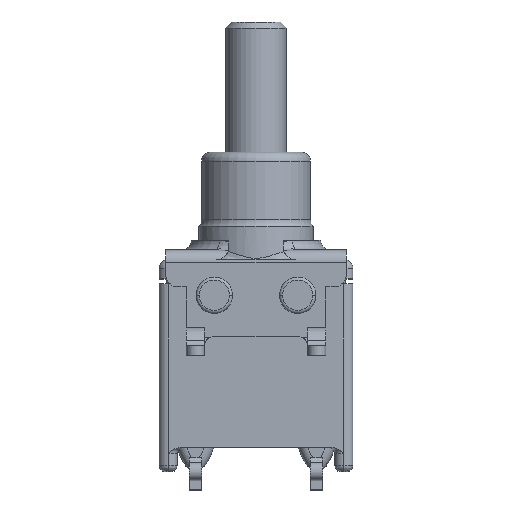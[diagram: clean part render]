
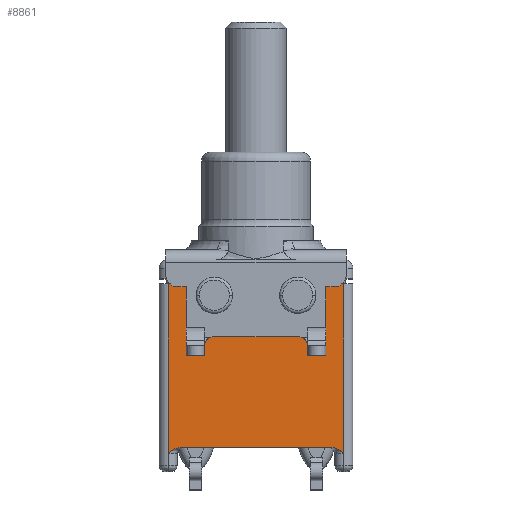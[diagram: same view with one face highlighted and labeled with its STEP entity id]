
A CAD part, top view. The second image highlights one B-rep face of the part: STEP entity #8861.
In plain terms, the highlighted planar face has unit normal (0, 0, 1).
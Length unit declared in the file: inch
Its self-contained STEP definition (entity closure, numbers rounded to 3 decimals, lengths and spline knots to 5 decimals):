
#2371=DIRECTION('',(1.,0.,0.));
#2372=VECTOR('',#2371,0.25);
#2373=CARTESIAN_POINT('',(-0.125,-0.27,0.1));
#2374=LINE('',#2373,#2372);
#2375=DIRECTION('',(0.,1.,0.));
#2376=VECTOR('',#2375,0.28);
#2377=CARTESIAN_POINT('',(-0.145,-0.28,0.1));
#2378=LINE('',#2377,#2376);
#2379=DIRECTION('',(-1.,0.,0.));
#2380=VECTOR('',#2379,0.29);
#2381=CARTESIAN_POINT('',(0.145,0.,0.1));
#2382=LINE('',#2381,#2380);
#2383=DIRECTION('',(0.,-1.,0.));
#2384=VECTOR('',#2383,0.28);
#2385=CARTESIAN_POINT('',(0.145,0.,0.1));
#2386=LINE('',#2385,#2384);
#2387=CARTESIAN_POINT('',(-0.125,-0.27,0.1));
#2388=CARTESIAN_POINT('',(-0.12588,-0.27,0.1));
#2389=CARTESIAN_POINT('',(-0.12773,-0.27015,0.1));
#2390=CARTESIAN_POINT('',(-0.1308,-0.2709,0.1));
#2391=CARTESIAN_POINT('',(-0.13409,-0.27227,0.1));
#2392=CARTESIAN_POINT('',(-0.13756,-0.27427,0.1));
#2393=CARTESIAN_POINT('',(-0.14118,-0.27688,0.1));
#2394=CARTESIAN_POINT('',(-0.14369,-0.27893,0.1));
#2395=CARTESIAN_POINT('',(-0.145,-0.28,0.1));
#2460=CARTESIAN_POINT('',(0.145,-0.28,0.1));
#2461=CARTESIAN_POINT('',(0.14369,-0.27893,0.1));
#2462=CARTESIAN_POINT('',(0.14118,-0.27689,0.1));
#2463=CARTESIAN_POINT('',(0.13756,-0.27427,0.1));
#2464=CARTESIAN_POINT('',(0.13409,-0.27227,0.1));
#2465=CARTESIAN_POINT('',(0.1308,-0.2709,0.1));
#2466=CARTESIAN_POINT('',(0.12773,-0.27015,0.1));
#2467=CARTESIAN_POINT('',(0.12588,-0.27,0.1));
#2468=CARTESIAN_POINT('',(0.125,-0.27,0.1));
#4798=CARTESIAN_POINT('',(0.145,0.,0.1));
#4800=VERTEX_POINT('',#4798);
#4803=CARTESIAN_POINT('',(-0.145,0.,0.1));
#4805=VERTEX_POINT('',#4803);
#4890=VERTEX_POINT('',#2460);
#4891=VERTEX_POINT('',#2468);
#4898=VERTEX_POINT('',#2387);
#4899=VERTEX_POINT('',#2395);
#8845=CARTESIAN_POINT('',(0.,-0.202,0.1));
#8846=DIRECTION('',(0.,0.,1.));
#8847=DIRECTION('',(1.,0.,0.));
#8848=AXIS2_PLACEMENT_3D('',#8845,#8846,#8847);
#8849=PLANE('',#8848);
#8850=ORIENTED_EDGE('',*,*,#8554,.F.);
#8852=ORIENTED_EDGE('',*,*,#8851,.T.);
#8854=ORIENTED_EDGE('',*,*,#8853,.T.);
#8855=ORIENTED_EDGE('',*,*,#8792,.F.);
#8856=ORIENTED_EDGE('',*,*,#8829,.T.);
#8858=ORIENTED_EDGE('',*,*,#8857,.T.);
#8859=EDGE_LOOP('',(#8850,#8852,#8854,#8855,#8856,#8858));
#8860=FACE_OUTER_BOUND('',#8859,.F.);
#8861=ADVANCED_FACE('',(#8860),#8849,.T.);
#2396=B_SPLINE_CURVE_WITH_KNOTS('',3,(#2387,#2388,#2389,#2390,#2391,#2392,#2393,
#2394,#2395),.UNSPECIFIED.,.F.,.F.,(4,1,1,1,1,1,4),(0.,0.16667,
0.33333,0.5,0.66667,0.83333,1.),
.UNSPECIFIED.);
#2469=B_SPLINE_CURVE_WITH_KNOTS('',3,(#2460,#2461,#2462,#2463,#2464,#2465,#2466,
#2467,#2468),.UNSPECIFIED.,.F.,.F.,(4,1,1,1,1,1,4),(0.,0.16667,
0.33333,0.5,0.66667,0.83333,1.),
.UNSPECIFIED.);
#8554=EDGE_CURVE('',#4898,#4891,#2374,.T.);
#8792=EDGE_CURVE('',#4800,#4805,#2382,.T.);
#8829=EDGE_CURVE('',#4800,#4890,#2386,.T.);
#8851=EDGE_CURVE('',#4898,#4899,#2396,.T.);
#8853=EDGE_CURVE('',#4899,#4805,#2378,.T.);
#8857=EDGE_CURVE('',#4890,#4891,#2469,.T.);
